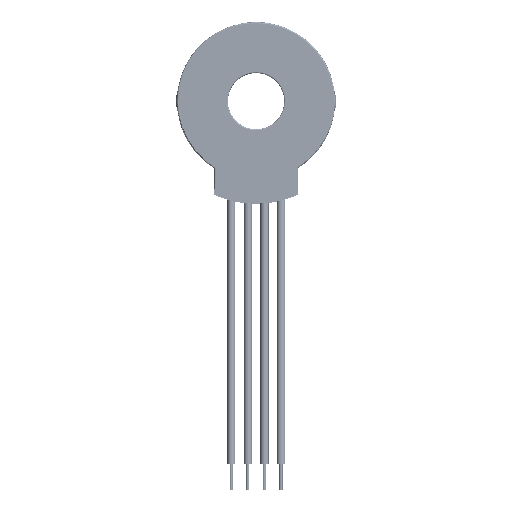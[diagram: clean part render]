
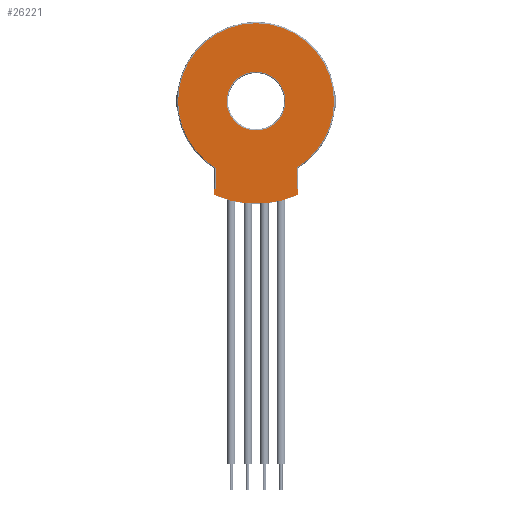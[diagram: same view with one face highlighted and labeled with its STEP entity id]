
A CAD part, top view. The second image highlights one B-rep face of the part: STEP entity #26221.
In plain terms, the highlighted face is planar.
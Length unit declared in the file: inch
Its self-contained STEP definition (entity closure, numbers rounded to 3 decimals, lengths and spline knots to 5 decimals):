
#47 = CARTESIAN_POINT ( 'NONE',  ( -0.24803, -0.51969, 0. ) ) ;
#335 = CARTESIAN_POINT ( 'NONE',  ( -0.24094, -0.51969, 0. ) ) ;
#497 = LINE ( 'NONE', #11678, #8477 ) ;
#563 = ORIENTED_EDGE ( 'NONE', *, *, #3994, .T. ) ;
#1539 = EDGE_CURVE ( 'NONE', #19190, #4044, #1638, .T. ) ;
#1638 = CIRCLE ( 'NONE', #20620, 0.46339 ) ;
#1710 = LINE ( 'NONE', #16701, #24415 ) ;
#2001 = VERTEX_POINT ( 'NONE', #21758 ) ;
#2117 = VECTOR ( 'NONE', #4252, 39.37008 ) ;
#2149 = CIRCLE ( 'NONE', #17945, 0.61024 ) ;
#2164 = VECTOR ( 'NONE', #10936, 39.37008 ) ;
#3082 = LINE ( 'NONE', #24701, #11591 ) ;
#3229 = EDGE_CURVE ( 'NONE', #3558, #2001, #3082, .T. ) ;
#3558 = VERTEX_POINT ( 'NONE', #9687 ) ;
#3698 = EDGE_LOOP ( 'NONE', ( #13583, #23506 ) ) ;
#3953 = DIRECTION ( 'NONE',  ( 0., 0., 1. ) ) ;
#3994 = EDGE_CURVE ( 'NONE', #5845, #19595, #17281, .T. ) ;
#4044 = VERTEX_POINT ( 'NONE', #26743 ) ;
#4184 = EDGE_CURVE ( 'NONE', #24379, #16349, #25018, .T. ) ;
#4252 = DIRECTION ( 'NONE',  ( 1., 0., 0. ) ) ;
#5451 = AXIS2_PLACEMENT_3D ( 'NONE', #10242, #23890, #26001 ) ;
#5480 = CARTESIAN_POINT ( 'NONE',  ( 0., 0., 0. ) ) ;
#5845 = VERTEX_POINT ( 'NONE', #20374 ) ;
#5937 = CARTESIAN_POINT ( 'NONE',  ( 0., 0., 0. ) ) ;
#6290 = CARTESIAN_POINT ( 'NONE',  ( 0., 0., 0. ) ) ;
#6550 = DIRECTION ( 'NONE',  ( 0., 0., -1. ) ) ;
#6571 = DIRECTION ( 'NONE',  ( 1., 0., 0. ) ) ;
#6632 = EDGE_CURVE ( 'NONE', #4044, #19163, #15300, .T. ) ;
#7026 = CARTESIAN_POINT ( 'NONE',  ( 0.46339, 0., 0. ) ) ;
#7165 = CARTESIAN_POINT ( 'NONE',  ( -0.24094, -0.39582, 0. ) ) ;
#7246 = ORIENTED_EDGE ( 'NONE', *, *, #1539, .T. ) ;
#7592 = DIRECTION ( 'NONE',  ( 0., 0., 1. ) ) ;
#8082 = DIRECTION ( 'NONE',  ( 0., -1., 0. ) ) ;
#8266 = DIRECTION ( 'NONE',  ( 0., 0., -1. ) ) ;
#8397 = CARTESIAN_POINT ( 'NONE',  ( -0.24094, 0., 0. ) ) ;
#8477 = VECTOR ( 'NONE', #9546, 39.37008 ) ;
#9239 = VERTEX_POINT ( 'NONE', #15393 ) ;
#9546 = DIRECTION ( 'NONE',  ( 0., 1., 0. ) ) ;
#9687 = CARTESIAN_POINT ( 'NONE',  ( 0.24803, -0.51969, 0. ) ) ;
#10242 = CARTESIAN_POINT ( 'NONE',  ( 0., 0., 0. ) ) ;
#10544 = ORIENTED_EDGE ( 'NONE', *, *, #13331, .T. ) ;
#10733 = VECTOR ( 'NONE', #14614, 39.37008 ) ;
#10936 = DIRECTION ( 'NONE',  ( 1., 0., 0. ) ) ;
#11301 = DIRECTION ( 'NONE',  ( 0., 0., -1. ) ) ;
#11591 = VECTOR ( 'NONE', #18338, 39.37008 ) ;
#11678 = CARTESIAN_POINT ( 'NONE',  ( -0.24803, -0.51969, 0. ) ) ;
#11748 = CARTESIAN_POINT ( 'NONE',  ( 0.24094, -0.39582, 0. ) ) ;
#12091 = FACE_BOUND ( 'NONE', #3698, .T. ) ;
#12227 = FACE_OUTER_BOUND ( 'NONE', #12778, .T. ) ;
#12611 = EDGE_CURVE ( 'NONE', #22103, #5845, #497, .T. ) ;
#12778 = EDGE_LOOP ( 'NONE', ( #18921, #10544, #18578, #24023, #16311, #563, #13393, #7246, #16546, #12975 ) ) ;
#12975 = ORIENTED_EDGE ( 'NONE', *, *, #18708, .T. ) ;
#12989 = CIRCLE ( 'NONE', #15243, 0.17441 ) ;
#13331 = EDGE_CURVE ( 'NONE', #9239, #3558, #21352, .T. ) ;
#13393 = ORIENTED_EDGE ( 'NONE', *, *, #15932, .T. ) ;
#13583 = ORIENTED_EDGE ( 'NONE', *, *, #4184, .T. ) ;
#13751 = AXIS2_PLACEMENT_3D ( 'NONE', #5937, #3953, #24769 ) ;
#14614 = DIRECTION ( 'NONE',  ( 0., 1., 0. ) ) ;
#14909 = CIRCLE ( 'NONE', #23479, 0.46339 ) ;
#15243 = AXIS2_PLACEMENT_3D ( 'NONE', #5480, #7592, #25248 ) ;
#15300 = CIRCLE ( 'NONE', #18918, 0.46339 ) ;
#15393 = CARTESIAN_POINT ( 'NONE',  ( 0.24094, -0.51969, 0. ) ) ;
#15558 = EDGE_CURVE ( 'NONE', #16349, #24379, #12989, .T. ) ;
#15932 = EDGE_CURVE ( 'NONE', #19595, #19190, #21669, .T. ) ;
#16311 = ORIENTED_EDGE ( 'NONE', *, *, #12611, .T. ) ;
#16349 = VERTEX_POINT ( 'NONE', #27569 ) ;
#16425 = EDGE_CURVE ( 'NONE', #26663, #9239, #1710, .T. ) ;
#16546 = ORIENTED_EDGE ( 'NONE', *, *, #6632, .T. ) ;
#16701 = CARTESIAN_POINT ( 'NONE',  ( 0.24094, 0., 0. ) ) ;
#17017 = CARTESIAN_POINT ( 'NONE',  ( 0., 0., 0. ) ) ;
#17281 = LINE ( 'NONE', #47, #2164 ) ;
#17501 = DIRECTION ( 'NONE',  ( 1., 0., 0. ) ) ;
#17945 = AXIS2_PLACEMENT_3D ( 'NONE', #17017, #8266, #23533 ) ;
#18338 = DIRECTION ( 'NONE',  ( 0., -1., 0. ) ) ;
#18578 = ORIENTED_EDGE ( 'NONE', *, *, #3229, .T. ) ;
#18708 = EDGE_CURVE ( 'NONE', #19163, #26663, #14909, .T. ) ;
#18918 = AXIS2_PLACEMENT_3D ( 'NONE', #25898, #6550, #23936 ) ;
#18921 = ORIENTED_EDGE ( 'NONE', *, *, #16425, .T. ) ;
#19163 = VERTEX_POINT ( 'NONE', #7026 ) ;
#19190 = VERTEX_POINT ( 'NONE', #7165 ) ;
#19478 = EDGE_CURVE ( 'NONE', #2001, #22103, #2149, .T. ) ;
#19595 = VERTEX_POINT ( 'NONE', #335 ) ;
#20374 = CARTESIAN_POINT ( 'NONE',  ( -0.24803, -0.51969, 0. ) ) ;
#20620 = AXIS2_PLACEMENT_3D ( 'NONE', #6290, #25915, #6571 ) ;
#21352 = LINE ( 'NONE', #23613, #2117 ) ;
#21669 = LINE ( 'NONE', #8397, #10733 ) ;
#21758 = CARTESIAN_POINT ( 'NONE',  ( 0.24803, -0.55756, 0. ) ) ;
#22034 = CARTESIAN_POINT ( 'NONE',  ( 0., 0., 0. ) ) ;
#22103 = VERTEX_POINT ( 'NONE', #24619 ) ;
#23479 = AXIS2_PLACEMENT_3D ( 'NONE', #22034, #11301, #17501 ) ;
#23506 = ORIENTED_EDGE ( 'NONE', *, *, #15558, .T. ) ;
#23533 = DIRECTION ( 'NONE',  ( 1., 0., 0. ) ) ;
#23613 = CARTESIAN_POINT ( 'NONE',  ( -0.24803, -0.51969, 0. ) ) ;
#23890 = DIRECTION ( 'NONE',  ( 0., 0., 1. ) ) ;
#23936 = DIRECTION ( 'NONE',  ( 1., 0., 0. ) ) ;
#24023 = ORIENTED_EDGE ( 'NONE', *, *, #19478, .T. ) ;
#24306 = CARTESIAN_POINT ( 'NONE',  ( 0.17441, 0., 0. ) ) ;
#24379 = VERTEX_POINT ( 'NONE', #24306 ) ;
#24415 = VECTOR ( 'NONE', #8082, 39.37008 ) ;
#24619 = CARTESIAN_POINT ( 'NONE',  ( -0.24803, -0.55756, 0. ) ) ;
#24701 = CARTESIAN_POINT ( 'NONE',  ( 0.24803, -0.51969, 0. ) ) ;
#24769 = DIRECTION ( 'NONE',  ( 1., 0., 0. ) ) ;
#25018 = CIRCLE ( 'NONE', #13751, 0.17441 ) ;
#25248 = DIRECTION ( 'NONE',  ( 1., 0., 0. ) ) ;
#25898 = CARTESIAN_POINT ( 'NONE',  ( 0., 0., 0. ) ) ;
#25915 = DIRECTION ( 'NONE',  ( 0., 0., -1. ) ) ;
#26001 = DIRECTION ( 'NONE',  ( 1., 0., 0. ) ) ;
#26221 = ADVANCED_FACE ( 'NONE', ( #12091, #12227 ), #27191, .F. ) ;
#26663 = VERTEX_POINT ( 'NONE', #11748 ) ;
#26743 = CARTESIAN_POINT ( 'NONE',  ( -0.46339, 0., 0. ) ) ;
#27191 = PLANE ( 'NONE',  #5451 ) ;
#27569 = CARTESIAN_POINT ( 'NONE',  ( -0.17441, 0., 0. ) ) ;
